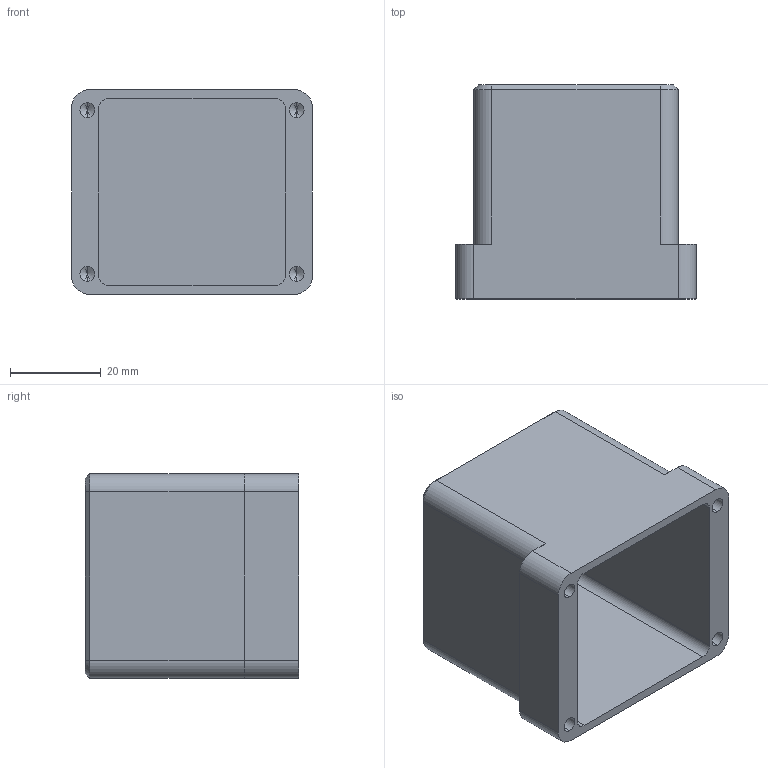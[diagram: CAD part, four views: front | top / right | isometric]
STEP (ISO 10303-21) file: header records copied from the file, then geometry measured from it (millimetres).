
FILE_DESCRIPTION (( 'STEP AP203' ), '1' );
FILE_NAME ('IP68-RAR-BOITMAG.STEP', '2021-12-10T16:42:34', ( '' ), ( '' ), 'SwSTEP 2.0', 'SolidWorks 2016', '' );
FILE_SCHEMA (( 'CONFIG_CONTROL_DESIGN' ));
Length unit declared in the file: millimetre
Products named in the file (1): IP68-RAR-BOITMAG
Bounding box: 53 x 47 x 45 mm (x, y, z)
Volume: 22920 mm3; surface area: 20614.9 mm2
Topology: 1 solids, 1 shells, 51 faces, 128 edges, 76 vertices
Faces by surface type: cylinder 20, plane 19, cone 12
Entity records: 1539 total; most frequent: DIRECTION 268, CARTESIAN_POINT 248, ORIENTED_EDGE 240, EDGE_CURVE 120, AXIS2_PLACEMENT_3D 96, LINE 76, VECTOR 76, VERTEX_POINT 76
